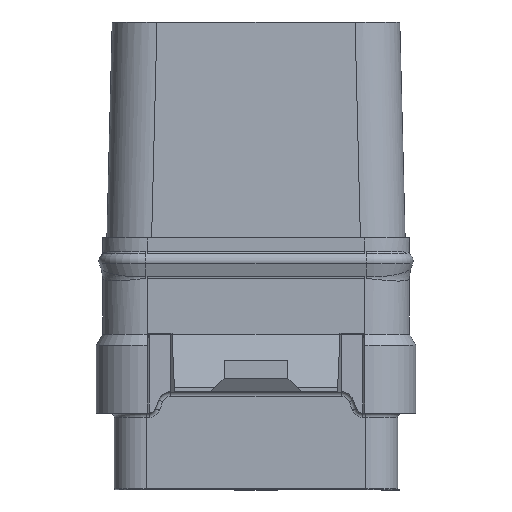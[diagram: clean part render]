
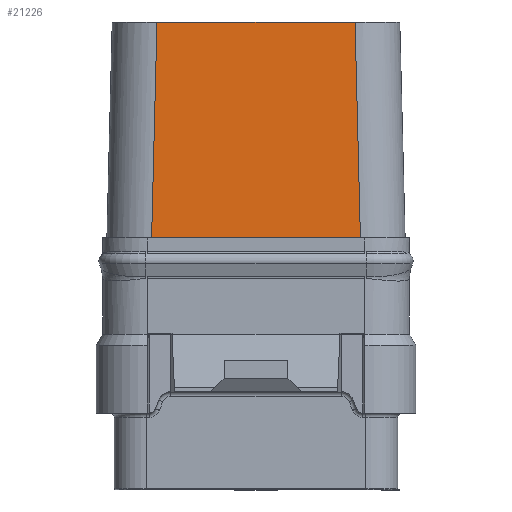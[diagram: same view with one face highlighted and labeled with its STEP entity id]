
A CAD part, front view. The second image highlights one B-rep face of the part: STEP entity #21226.
In plain terms, the highlighted planar face has unit normal (0, -1, 0.025).
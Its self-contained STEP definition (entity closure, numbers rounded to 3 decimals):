
#39=DIRECTION('',(1.,0.,0.));
#40=VECTOR('',#39,9.8);
#41=CARTESIAN_POINT('',(-4.9,-6.,0.));
#42=LINE('',#41,#40);
#5872=DIRECTION('',(1.,0.,0.));
#5873=VECTOR('',#5872,9.3);
#5874=CARTESIAN_POINT('',(-4.65,-5.75,10.12));
#5875=LINE('',#5874,#5873);
#6433=DIRECTION('',(-0.025,0.025,0.999));
#6434=VECTOR('',#6433,10.126);
#6435=CARTESIAN_POINT('',(4.9,-6.,0.));
#6436=LINE('',#6435,#6434);
#6437=DIRECTION('',(0.025,0.025,0.999));
#6438=VECTOR('',#6437,10.126);
#6439=CARTESIAN_POINT('',(-4.9,-6.,0.));
#6440=LINE('',#6439,#6438);
#10516=CARTESIAN_POINT('',(-4.65,-5.75,10.12));
#10517=VERTEX_POINT('',#10516);
#10518=CARTESIAN_POINT('',(4.65,-5.75,10.12));
#10519=VERTEX_POINT('',#10518);
#10532=CARTESIAN_POINT('',(-4.9,-6.,0.));
#10533=VERTEX_POINT('',#10532);
#10534=CARTESIAN_POINT('',(4.9,-6.,0.));
#10535=VERTEX_POINT('',#10534);
#21214=CARTESIAN_POINT('',(0.,-5.875,5.06));
#21215=DIRECTION('',(0.,-1.,0.025));
#21216=DIRECTION('',(1.,0.,0.));
#21217=AXIS2_PLACEMENT_3D('',#21214,#21215,#21216);
#21218=PLANE('',#21217);
#21219=ORIENTED_EDGE('',*,*,#12859,.F.);
#21221=ORIENTED_EDGE('',*,*,#21220,.T.);
#21222=ORIENTED_EDGE('',*,*,#20558,.T.);
#21223=ORIENTED_EDGE('',*,*,#21207,.F.);
#21224=EDGE_LOOP('',(#21219,#21221,#21222,#21223));
#21225=FACE_OUTER_BOUND('',#21224,.F.);
#21226=ADVANCED_FACE('',(#21225),#21218,.T.);
#12859=EDGE_CURVE('',#10533,#10535,#42,.T.);
#20558=EDGE_CURVE('',#10517,#10519,#5875,.T.);
#21207=EDGE_CURVE('',#10535,#10519,#6436,.T.);
#21220=EDGE_CURVE('',#10533,#10517,#6440,.T.);
